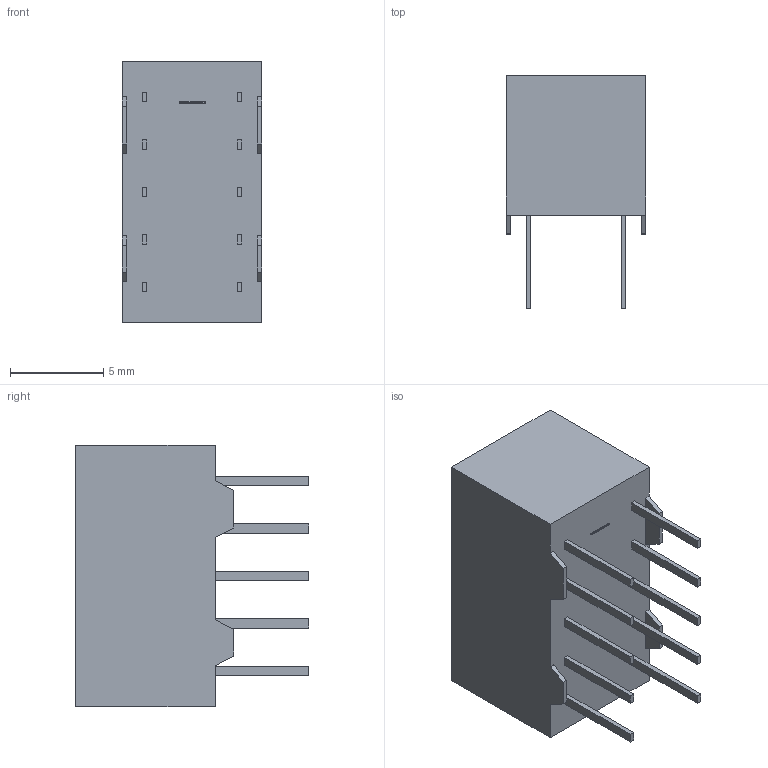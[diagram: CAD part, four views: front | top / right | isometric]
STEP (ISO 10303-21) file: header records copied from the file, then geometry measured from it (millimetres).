
FILE_DESCRIPTION (( 'STEP AP214' ), '1' );
FILE_NAME ('XDxx09.STEP', '2015-09-09T21:41:01', ( '' ), ( '' ), 'SwSTEP 2.0', 'SolidWorks 2012', '' );
FILE_SCHEMA (( 'AUTOMOTIVE_DESIGN' ));
Length unit declared in the file: millimetre
Products named in the file (1): XDxx09
Bounding box: 7.5 x 12.5 x 14 mm (x, y, z)
Volume: 792.5 mm3; surface area: 638.2 mm2
Topology: 1 solids, 1 shells, 330 faces, 882 edges, 588 vertices
Faces by surface type: plane 260, bspline 68, cylinder 2
Entity records: 13000 total; most frequent: CARTESIAN_POINT 4997, ORIENTED_EDGE 1764, DIRECTION 1276, EDGE_CURVE 882, LINE 742, VECTOR 742, VERTEX_POINT 588, EDGE_LOOP 364
